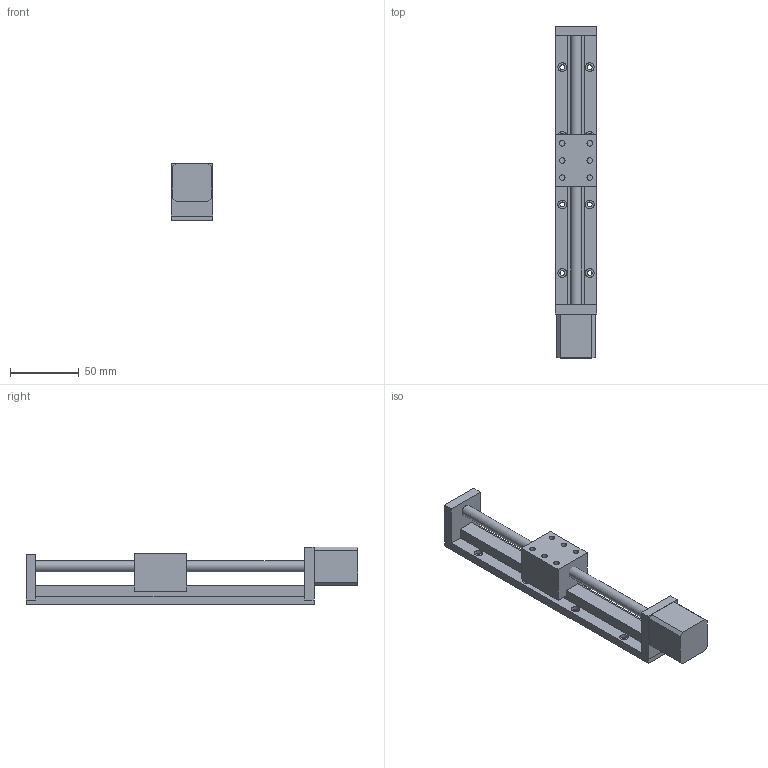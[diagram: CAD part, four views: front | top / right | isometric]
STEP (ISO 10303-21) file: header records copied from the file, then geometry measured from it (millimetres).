
FILE_DESCRIPTION(/* description */ (''),/* implementation_level */ '2;1');
FILE_NAME(/* name */ 'FSL30_150 v2.step',/* time_stamp */ '2020-11-17T19:30:52+01:00',/* author */ (''),/* organization */ (''),/* preprocessor_version */ 'ST-DEVELOPER v18.1',/* originating_system */ 'Autodesk Translation Framework v9.3.0.1241',/* authorisation */ '');
FILE_SCHEMA (('AUTOMOTIVE_DESIGN { 1 0 10303 214 3 1 1 }'));
Length unit declared in the file: millimetre
Products named in the file (7): FSL30_150; Component2; Component3; Component4; Component5; Component6; Component7
Assembly tree (6 placements, depth 2):
  FSL30_150
    Component2
    Component3
    Component4
    Component5
    Component6
    Component7
Bounding box: 30 x 242 x 42 mm (x, y, z)
Volume: 131128.5 mm3; surface area: 46673.1 mm2
Topology: 6 solids, 6 shells, 87 faces, 180 edges, 120 vertices
Faces by surface type: plane 63, cylinder 24
Full cylindrical faces by diameter (mm): 3.5 x8, 4 x6, 6.35 x8, 8 x1, 20 x1
Entity records: 2551 total; most frequent: DIRECTION 428, CARTESIAN_POINT 400, ORIENTED_EDGE 360, EDGE_CURVE 180, AXIS2_PLACEMENT_3D 148, LINE 132, VECTOR 132, EDGE_LOOP 120
